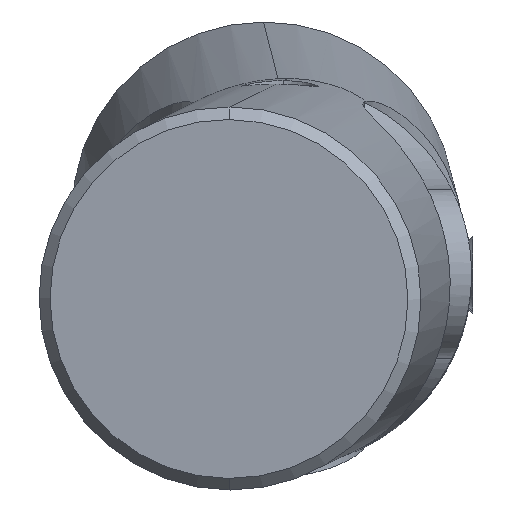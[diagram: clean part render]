
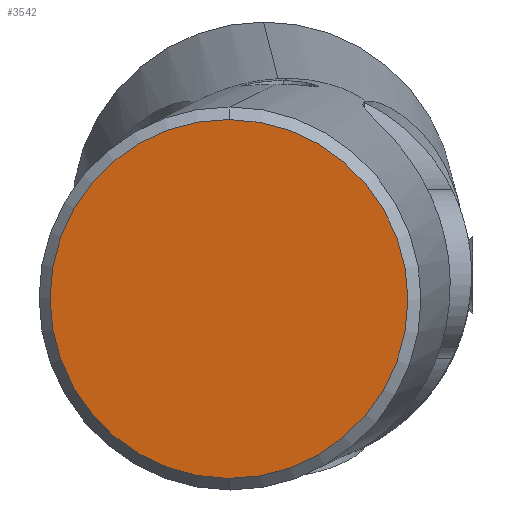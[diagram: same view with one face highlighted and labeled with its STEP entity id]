
A CAD part, top view. The second image highlights one B-rep face of the part: STEP entity #3542.
In plain terms, the highlighted face is planar.
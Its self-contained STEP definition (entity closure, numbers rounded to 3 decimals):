
#6=CARTESIAN_POINT('',(0.,0.,0.));
#7=DIRECTION('',(0.,0.,1.));
#8=DIRECTION('',(-1.,0.,0.));
#9=AXIS2_PLACEMENT_3D('',#6,#7,#8);
#11=CARTESIAN_POINT('',(0.,0.,0.));
#12=DIRECTION('',(0.,0.,1.));
#13=DIRECTION('',(1.,0.,0.));
#14=AXIS2_PLACEMENT_3D('',#11,#12,#13);
#3454=CARTESIAN_POINT('',(14.875,0.,0.));
#3455=CARTESIAN_POINT('',(-14.875,0.,0.));
#3456=VERTEX_POINT('',#3454);
#3457=VERTEX_POINT('',#3455);
#3532=CARTESIAN_POINT('',(0.,0.,0.));
#3533=DIRECTION('',(0.,0.,1.));
#3534=DIRECTION('',(1.,0.,0.));
#3535=AXIS2_PLACEMENT_3D('',#3532,#3533,#3534);
#3536=PLANE('',#3535);
#3538=ORIENTED_EDGE('',*,*,#3537,.T.);
#3539=ORIENTED_EDGE('',*,*,#3521,.T.);
#3540=EDGE_LOOP('',(#3538,#3539));
#3541=FACE_OUTER_BOUND('',#3540,.F.);
#3542=ADVANCED_FACE('',(#3541),#3536,.F.);
#10=CIRCLE('',#9,14.875);
#15=CIRCLE('',#14,14.875);
#3521=EDGE_CURVE('',#3456,#3457,#15,.T.);
#3537=EDGE_CURVE('',#3457,#3456,#10,.T.);
